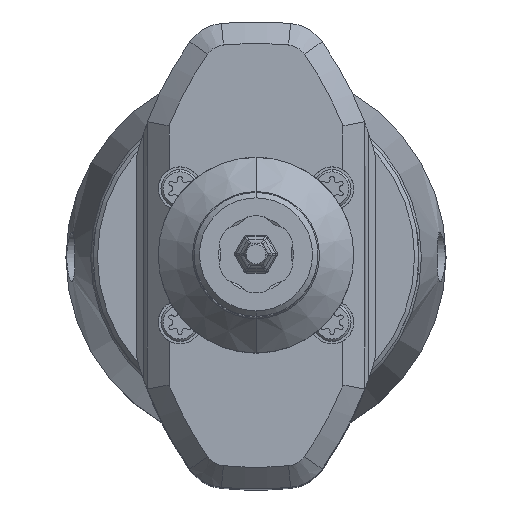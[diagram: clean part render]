
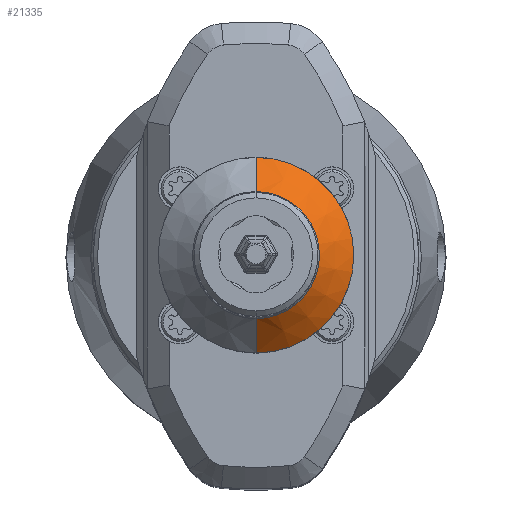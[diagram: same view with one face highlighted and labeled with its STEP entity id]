
A CAD part, top view. The second image highlights one B-rep face of the part: STEP entity #21335.
In plain terms, the highlighted conical face has half-angle 45 degrees and reference radius 7.423 mm.
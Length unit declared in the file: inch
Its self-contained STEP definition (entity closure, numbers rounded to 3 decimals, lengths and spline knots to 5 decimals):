
#4372=CARTESIAN_POINT('',(0.,0.,2.97126));
#4373=DIRECTION('',(0.,0.,1.));
#4374=DIRECTION('',(0.,-1.,0.));
#4375=AXIS2_PLACEMENT_3D('',#4372,#4373,#4374);
#4420=CARTESIAN_POINT('',(0.,0.,3.09542));
#4421=DIRECTION('',(0.,0.,1.));
#4422=DIRECTION('',(0.,-1.,0.));
#4423=AXIS2_PLACEMENT_3D('',#4420,#4421,#4422);
#4425=DIRECTION('',(0.,0.707,-0.707));
#4426=VECTOR('',#4425,0.17558);
#4427=CARTESIAN_POINT('',(0.,0.23018,3.09542));
#4428=LINE('',#4427,#4426);
#4429=DIRECTION('',(0.,-0.707,-0.707));
#4430=VECTOR('',#4429,0.17558);
#4431=CARTESIAN_POINT('',(0.,-0.23018,3.09542));
#4432=LINE('',#4431,#4430);
#13995=CARTESIAN_POINT('',(0.,-0.35433,2.97126));
#13996=CARTESIAN_POINT('',(0.,0.35433,2.97126));
#13997=VERTEX_POINT('',#13995);
#13998=VERTEX_POINT('',#13996);
#14139=CARTESIAN_POINT('',(0.,-0.23018,3.09542));
#14140=CARTESIAN_POINT('',(0.,0.23018,3.09542));
#14141=VERTEX_POINT('',#14139);
#14142=VERTEX_POINT('',#14140);
#21321=CARTESIAN_POINT('',(0.,0.,3.03334));
#21322=DIRECTION('',(0.,0.,-1.));
#21323=DIRECTION('',(0.,1.,0.));
#21324=AXIS2_PLACEMENT_3D('',#21321,#21322,#21323);
#21325=CONICAL_SURFACE('',#21324,0.29225,45.);
#21327=ORIENTED_EDGE('',*,*,#21326,.T.);
#21329=ORIENTED_EDGE('',*,*,#21328,.T.);
#21330=ORIENTED_EDGE('',*,*,#21300,.F.);
#21332=ORIENTED_EDGE('',*,*,#21331,.F.);
#21333=EDGE_LOOP('',(#21327,#21329,#21330,#21332));
#21334=FACE_OUTER_BOUND('',#21333,.F.);
#4376=CIRCLE('',#4375,0.35433);
#4424=CIRCLE('',#4423,0.23018);
#21300=EDGE_CURVE('',#13997,#13998,#4376,.T.);
#21326=EDGE_CURVE('',#14141,#14142,#4424,.T.);
#21328=EDGE_CURVE('',#14142,#13998,#4428,.T.);
#21331=EDGE_CURVE('',#14141,#13997,#4432,.T.);
#21335=ADVANCED_FACE('',(#21334),#21325,.T.);
